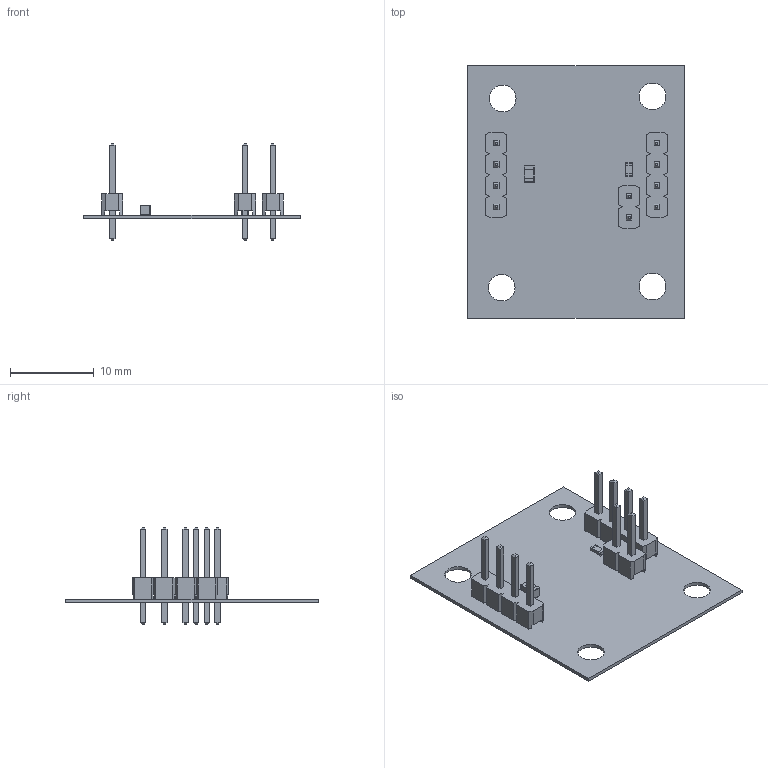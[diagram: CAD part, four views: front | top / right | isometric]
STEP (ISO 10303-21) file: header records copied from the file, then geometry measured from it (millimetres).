
FILE_DESCRIPTION(('Open CASCADE Model'),'2;1');
FILE_NAME('Open CASCADE Shape Model','2022-01-15T13:21:11',('Author'),( 'Open CASCADE'),'Open CASCADE STEP processor 6.8','Open CASCADE 6.8' ,'Unknown');
FILE_SCHEMA(('AUTOMOTIVE_DESIGN { 1 0 10303 214 1 1 1 1 }'));
Length unit declared in the file: millimetre
Products named in the file (25): PCB; Board; Open CASCADE STEP translator 6.8 1.1.1; R1; 6209606144; Mid_Body; Terminal; Open_CASCADE_STEP_translator_6.8_16.2.1; Mark; P3; 61300411121_Downlaod_STP_61300411121_rev1; 6130xx11121_PIN; 61300411121; P2; 61300211121_Download_STP_61300211121_rev1; 61300211121; P1; C1; 6209609984; Open_CASCADE_STEP_translator_6.8_4.1.1; Open_CASCADE_STEP_translator_6.8_4.1.2; Open_CASCADE_STEP_translator_6.8_4.2.1
Assembly tree (30 placements, depth 5):
  PCB
    Board
      Open CASCADE STEP translator 6.8 1.1.1
    R1
      6209606144
        Mid_Body
        Terminal  x2
          Open_CASCADE_STEP_translator_6.8_16.2.1
        Mark
    P3
      61300411121_Downlaod_STP_61300411121_rev1
        6130xx11121_PIN  x4
        61300411121
    P2
      61300211121_Download_STP_61300211121_rev1
        6130xx11121_PIN  x2
        61300211121
    P1
      61300411121_Downlaod_STP_61300411121_rev1
        6130xx11121_PIN  x4
        61300411121
    C1
      6209609984
        Terminal
          Open_CASCADE_STEP_translator_6.8_4.1.1
          Open_CASCADE_STEP_translator_6.8_4.1.2
        Mid_Body
          Open_CASCADE_STEP_translator_6.8_4.2.1
Bounding box: 25.91 x 30.23 x 11.54 mm (x, y, z)
Volume: 482.6 mm3; surface area: 2255.4 mm2
Topology: 21 solids, 21 shells, 390 faces, 948 edges, 592 vertices
Faces by surface type: plane 348, cylinder 34, sphere 8
Full cylindrical faces by diameter (mm): 0.9 x10, 3.2 x4
Entity records: 7541 total; most frequent: CARTESIAN_POINT 1089, DIRECTION 1064, ORIENTED_EDGE 1036, EDGE_CURVE 518, LINE 450, VECTOR 450, VERTEX_POINT 332, AXIS2_PLACEMENT_3D 307
